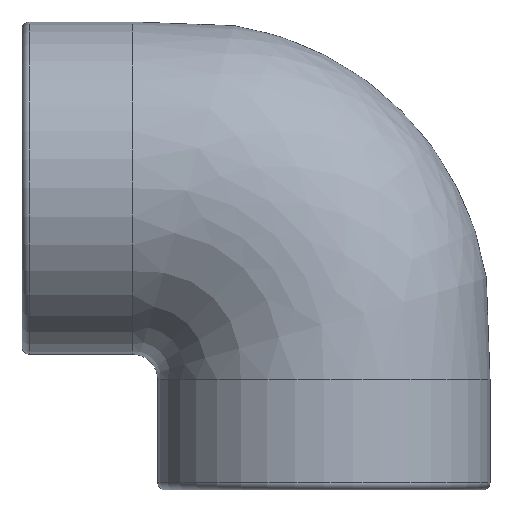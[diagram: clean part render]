
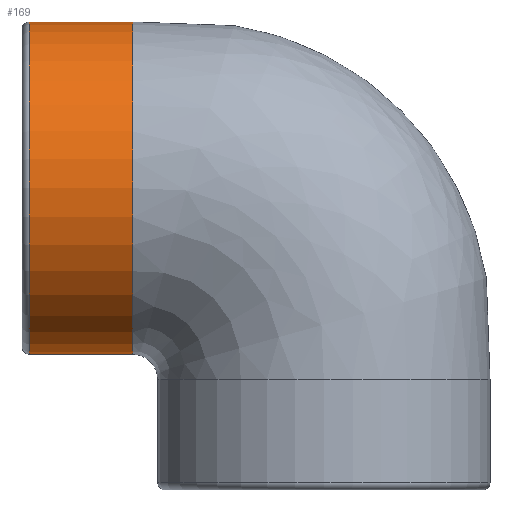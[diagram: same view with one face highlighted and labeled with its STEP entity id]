
A CAD part, left-side view. The second image highlights one B-rep face of the part: STEP entity #169.
In plain terms, the highlighted cylindrical face has radius 66.75 mm (diameter 133.5 mm), a full revolution.
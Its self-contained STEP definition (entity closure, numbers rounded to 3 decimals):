
#23=CYLINDRICAL_SURFACE($,#186,66.75);
#28=FACE_BOUND($,#52,.T.);
#42=FACE_OUTER_BOUND($,#51,.T.);
#51=EDGE_LOOP($,(#128,#129,#130,#131));
#52=EDGE_LOOP($,(#132));
#72=CIRCLE($,#185,66.75);
#73=CIRCLE($,#187,66.75);
#74=CIRCLE($,#188,66.75);
#75=CIRCLE($,#189,66.75);
#76=CIRCLE($,#190,66.75);
#89=VERTEX_POINT($,#270);
#90=VERTEX_POINT($,#273);
#91=VERTEX_POINT($,#274);
#92=VERTEX_POINT($,#276);
#93=VERTEX_POINT($,#278);
#107=EDGE_CURVE($,#89,#89,#72,.T.);
#108=EDGE_CURVE($,#90,#91,#73,.T.);
#109=EDGE_CURVE($,#91,#92,#74,.T.);
#110=EDGE_CURVE($,#92,#93,#75,.T.);
#111=EDGE_CURVE($,#93,#90,#76,.T.);
#128=ORIENTED_EDGE($,*,*,#108,.T.);
#129=ORIENTED_EDGE($,*,*,#109,.T.);
#130=ORIENTED_EDGE($,*,*,#110,.T.);
#131=ORIENTED_EDGE($,*,*,#111,.T.);
#132=ORIENTED_EDGE($,*,*,#107,.F.);
#169=ADVANCED_FACE($,(#42,#28),#23,.T.);
#185=AXIS2_PLACEMENT_3D($,#271,#216,#217);
#186=AXIS2_PLACEMENT_3D($,#272,#218,#219);
#187=AXIS2_PLACEMENT_3D($,#275,#220,#221);
#188=AXIS2_PLACEMENT_3D($,#277,#222,#223);
#189=AXIS2_PLACEMENT_3D($,#279,#224,#225);
#190=AXIS2_PLACEMENT_3D($,#280,#226,#227);
#216=DIRECTION('center_axis',(0.,1.,0.));
#217=DIRECTION('ref_axis',(-1.,0.,0.));
#218=DIRECTION('center_axis',(0.,1.,0.));
#219=DIRECTION('ref_axis',(-1.,0.,0.));
#220=DIRECTION('center_axis',(0.,1.,0.));
#221=DIRECTION('ref_axis',(-1.,0.,0.));
#222=DIRECTION('center_axis',(0.,1.,0.));
#223=DIRECTION('ref_axis',(-1.,0.,0.));
#224=DIRECTION('center_axis',(0.,1.,0.));
#225=DIRECTION('ref_axis',(-1.,0.,0.));
#226=DIRECTION('center_axis',(0.,1.,0.));
#227=DIRECTION('ref_axis',(-1.,0.,0.));
#270=CARTESIAN_POINT('',(66.75,118.2,121.2));
#271=CARTESIAN_POINT('Origin',(0.,118.2,121.2));
#272=CARTESIAN_POINT('Origin',(0.,121.2,121.2));
#273=CARTESIAN_POINT('',(66.75,76.75,121.2));
#274=CARTESIAN_POINT('',(0.,76.75,54.45));
#275=CARTESIAN_POINT('Origin',(0.,76.75,121.2));
#276=CARTESIAN_POINT('',(-66.75,76.75,121.2));
#277=CARTESIAN_POINT('Origin',(0.,76.75,121.2));
#278=CARTESIAN_POINT('',(0.,76.75,187.95));
#279=CARTESIAN_POINT('Origin',(0.,76.75,121.2));
#280=CARTESIAN_POINT('Origin',(0.,76.75,121.2));
